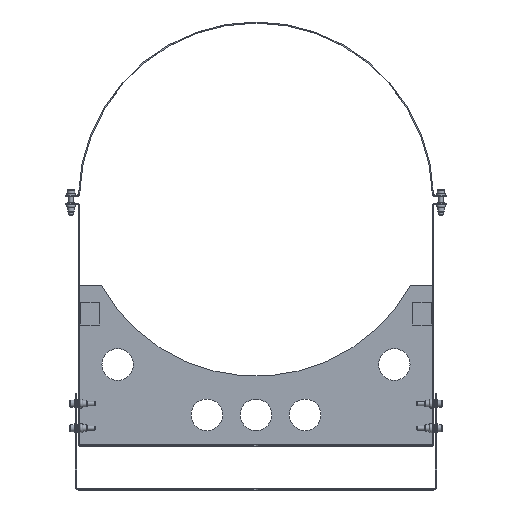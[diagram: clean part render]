
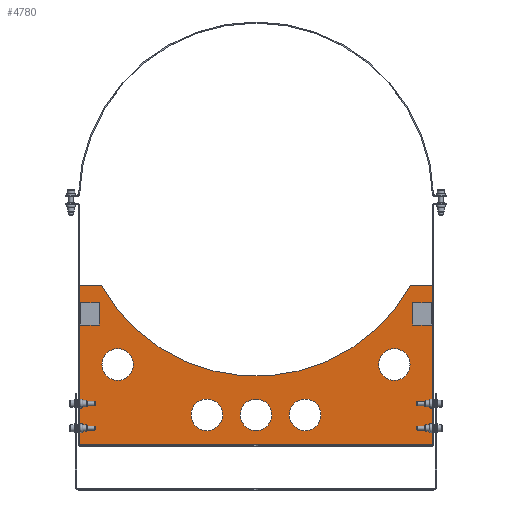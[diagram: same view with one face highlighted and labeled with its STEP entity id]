
A CAD part, top view. The second image highlights one B-rep face of the part: STEP entity #4780.
In plain terms, the highlighted planar face has unit normal (0, 0, 1).
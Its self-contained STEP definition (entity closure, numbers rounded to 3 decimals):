
#215=LINE('',#7117,#599);
#219=LINE('',#7126,#603);
#222=LINE('',#7133,#606);
#223=LINE('',#7135,#607);
#224=LINE('',#7137,#608);
#225=LINE('',#7139,#609);
#226=LINE('',#7140,#610);
#599=VECTOR('',#5655,32.796);
#603=VECTOR('',#5661,32.796);
#606=VECTOR('',#5668,227.);
#607=VECTOR('',#5669,3.);
#608=VECTOR('',#5670,500.);
#609=VECTOR('',#5671,3.);
#610=VECTOR('',#5672,227.);
#984=PLANE('',#5083);
#1144=FACE_BOUND('',#1582,.T.);
#1145=FACE_BOUND('',#1583,.T.);
#1146=FACE_BOUND('',#1584,.T.);
#1147=FACE_BOUND('',#1585,.T.);
#1148=FACE_BOUND('',#1586,.T.);
#1294=FACE_OUTER_BOUND('',#1581,.T.);
#1581=EDGE_LOOP('',(#3244,#3245,#3246,#3247,#3248,#3249,#3250,#3251));
#1582=EDGE_LOOP('',(#3252));
#1583=EDGE_LOOP('',(#3253));
#1584=EDGE_LOOP('',(#3254));
#1585=EDGE_LOOP('',(#3255));
#1586=EDGE_LOOP('',(#3256));
#1987=CIRCLE('',#5055,22.5);
#1989=CIRCLE('',#5058,22.5);
#1999=CIRCLE('',#5073,22.5);
#2001=CIRCLE('',#5076,22.5);
#2003=CIRCLE('',#5079,22.5);
#2005=CIRCLE('',#5084,251.5);
#2204=VERTEX_POINT('',#7068);
#2206=VERTEX_POINT('',#7073);
#2216=VERTEX_POINT('',#7098);
#2218=VERTEX_POINT('',#7103);
#2220=VERTEX_POINT('',#7108);
#2222=VERTEX_POINT('',#7113);
#2224=VERTEX_POINT('',#7116);
#2226=VERTEX_POINT('',#7122);
#2228=VERTEX_POINT('',#7125);
#2230=VERTEX_POINT('',#7132);
#2231=VERTEX_POINT('',#7134);
#2232=VERTEX_POINT('',#7136);
#2233=VERTEX_POINT('',#7138);
#2611=EDGE_CURVE('',#2204,#2204,#1987,.T.);
#2613=EDGE_CURVE('',#2206,#2206,#1989,.T.);
#2623=EDGE_CURVE('',#2216,#2216,#1999,.T.);
#2625=EDGE_CURVE('',#2218,#2218,#2001,.T.);
#2627=EDGE_CURVE('',#2220,#2220,#2003,.T.);
#2630=EDGE_CURVE('',#2224,#2222,#215,.T.);
#2634=EDGE_CURVE('',#2228,#2226,#219,.T.);
#2637=EDGE_CURVE('',#2226,#2224,#2005,.T.);
#2638=EDGE_CURVE('',#2222,#2230,#222,.T.);
#2639=EDGE_CURVE('',#2230,#2231,#223,.T.);
#2640=EDGE_CURVE('',#2231,#2232,#224,.T.);
#2641=EDGE_CURVE('',#2232,#2233,#225,.T.);
#2642=EDGE_CURVE('',#2228,#2233,#226,.T.);
#3244=ORIENTED_EDGE('',*,*,#2634,.T.);
#3245=ORIENTED_EDGE('',*,*,#2637,.T.);
#3246=ORIENTED_EDGE('',*,*,#2630,.T.);
#3247=ORIENTED_EDGE('',*,*,#2638,.T.);
#3248=ORIENTED_EDGE('',*,*,#2639,.T.);
#3249=ORIENTED_EDGE('',*,*,#2640,.T.);
#3250=ORIENTED_EDGE('',*,*,#2641,.T.);
#3251=ORIENTED_EDGE('',*,*,#2642,.F.);
#3252=ORIENTED_EDGE('',*,*,#2611,.T.);
#3253=ORIENTED_EDGE('',*,*,#2613,.T.);
#3254=ORIENTED_EDGE('',*,*,#2623,.T.);
#3255=ORIENTED_EDGE('',*,*,#2625,.T.);
#3256=ORIENTED_EDGE('',*,*,#2627,.T.);
#4780=ADVANCED_FACE('',(#1294,#1144,#1145,#1146,#1147,#1148),#984,.T.);
#5055=AXIS2_PLACEMENT_3D('',#7069,#5600,#5601);
#5058=AXIS2_PLACEMENT_3D('',#7074,#5606,#5607);
#5073=AXIS2_PLACEMENT_3D('',#7099,#5636,#5637);
#5076=AXIS2_PLACEMENT_3D('',#7104,#5642,#5643);
#5079=AXIS2_PLACEMENT_3D('',#7109,#5648,#5649);
#5083=AXIS2_PLACEMENT_3D('',#7130,#5664,#5665);
#5084=AXIS2_PLACEMENT_3D('',#7131,#5666,#5667);
#5600=DIRECTION('center_axis',(0.,0.,
-1.));
#5601=DIRECTION('ref_axis',(1.,0.,0.));
#5606=DIRECTION('center_axis',(0.,0.,
-1.));
#5607=DIRECTION('ref_axis',(1.,0.,0.));
#5636=DIRECTION('center_axis',(0.,0.,
-1.));
#5637=DIRECTION('ref_axis',(0.766,-0.643,0.));
#5642=DIRECTION('center_axis',(0.,0.,
-1.));
#5643=DIRECTION('ref_axis',(0.766,0.643,0.));
#5648=DIRECTION('center_axis',(0.,0.,
-1.));
#5649=DIRECTION('ref_axis',(1.,0.,0.));
#5655=DIRECTION('',(-1.,0.,0.));
#5661=DIRECTION('',(-1.,0.,0.));
#5664=DIRECTION('center_axis',(0.,0.,
1.));
#5665=DIRECTION('ref_axis',(0.,-1.,0.));
#5666=DIRECTION('center_axis',(0.,0.,
-1.));
#5667=DIRECTION('ref_axis',(1.,0.,0.));
#5668=DIRECTION('',(0.,-1.,0.));
#5669=DIRECTION('',(1.,0.,0.));
#5670=DIRECTION('',(1.,0.,0.));
#5671=DIRECTION('',(1.,0.,0.));
#5672=DIRECTION('',(0.,-1.,0.));
#7068=CARTESIAN_POINT('',(47.5,-306.5,-35.5));
#7069=CARTESIAN_POINT('Origin',(70.,-306.5,-35.5));
#7073=CARTESIAN_POINT('',(-92.5,-306.5,-35.5));
#7074=CARTESIAN_POINT('Origin',(-70.,-306.5,-35.5));
#7098=CARTESIAN_POINT('',(-214.25,-220.33,-35.5));
#7099=CARTESIAN_POINT('Origin',(-197.014,-234.793,-35.5));
#7103=CARTESIAN_POINT('',(179.778,-249.255,-35.5));
#7104=CARTESIAN_POINT('Origin',(197.014,-234.793,-35.5));
#7108=CARTESIAN_POINT('',(-22.5,-306.5,-35.5));
#7109=CARTESIAN_POINT('Origin',(0.,-306.5,-35.5));
#7113=CARTESIAN_POINT('',(-253.,-121.5,-35.5));
#7116=CARTESIAN_POINT('',(-220.204,-121.5,-35.5));
#7117=CARTESIAN_POINT('',(126.5,-121.5,-35.5));
#7122=CARTESIAN_POINT('',(220.204,-121.5,-35.5));
#7125=CARTESIAN_POINT('',(253.,-121.5,-35.5));
#7126=CARTESIAN_POINT('',(126.5,-121.5,-35.5));
#7130=CARTESIAN_POINT('Origin',(0.,-200.946,
-35.5));
#7131=CARTESIAN_POINT('Origin',(0.,0.,-35.5));
#7132=CARTESIAN_POINT('',(-253.,-348.5,-35.5));
#7133=CARTESIAN_POINT('',(-253.,-355.286,-35.5));
#7134=CARTESIAN_POINT('',(-250.,-348.5,-35.5));
#7135=CARTESIAN_POINT('',(0.,-348.5,-35.5));
#7136=CARTESIAN_POINT('',(250.,-348.5,-35.5));
#7137=CARTESIAN_POINT('',(0.,-348.5,-35.5));
#7138=CARTESIAN_POINT('',(253.,-348.5,-35.5));
#7139=CARTESIAN_POINT('',(0.,-348.5,-35.5));
#7140=CARTESIAN_POINT('',(253.,-355.286,-35.5));
